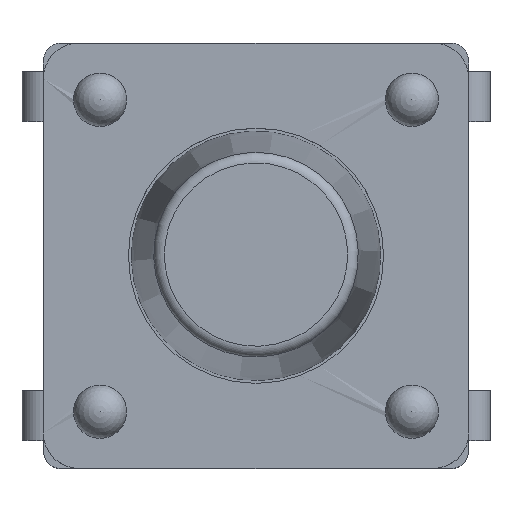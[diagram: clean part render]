
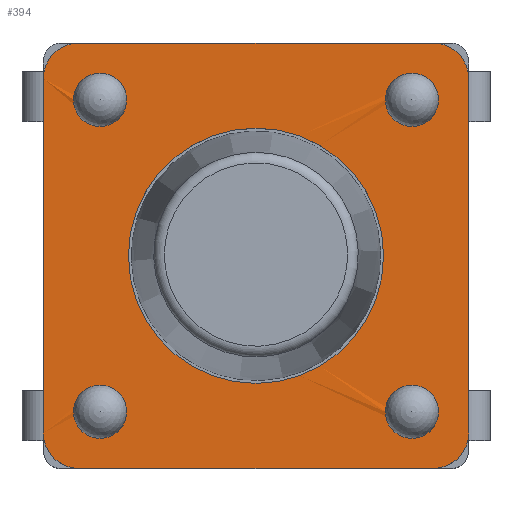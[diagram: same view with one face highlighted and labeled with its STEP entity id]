
A CAD part, top view. The second image highlights one B-rep face of the part: STEP entity #394.
In plain terms, the highlighted planar face has unit normal (0, 0, 1).
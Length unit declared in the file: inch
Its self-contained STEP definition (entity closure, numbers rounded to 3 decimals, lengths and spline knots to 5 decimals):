
#237=CARTESIAN_POINT('',(0.11811,-0.09843,0.12677));
#238=VERTEX_POINT('',#237);
#239=CARTESIAN_POINT('',(0.09843,-0.11811,0.12677));
#240=VERTEX_POINT('',#239);
#241=CARTESIAN_POINT('',(0.09843,-0.09843,0.12677));
#242=DIRECTION('',(0.0,0.0,-1.0));
#243=DIRECTION('',(0.707,-0.707,0.0));
#244=AXIS2_PLACEMENT_3D('',#241,#242,#243);
#245=CIRCLE('',#244,0.01969);
#246=EDGE_CURVE('',#238,#240,#245,.T.);
#274=CARTESIAN_POINT('',(-0.12992,0.12992,0.12677));
#275=DIRECTION('',(0.0,0.0,1.0));
#276=DIRECTION('',(1.0,0.0,0.0));
#277=AXIS2_PLACEMENT_3D('',#274,#275,#276);
#278=PLANE('',#277);
#279=ORIENTED_EDGE('',*,*,#246,.F.);
#280=CARTESIAN_POINT('',(0.11811,0.09843,0.12677));
#281=VERTEX_POINT('',#280);
#282=CARTESIAN_POINT('',(0.11811,0.09843,0.12677));
#283=DIRECTION('',(0.0,-1.0,0.0));
#284=VECTOR('',#283,0.19685);
#285=LINE('',#282,#284);
#286=EDGE_CURVE('',#281,#238,#285,.T.);
#287=ORIENTED_EDGE('',*,*,#286,.F.);
#288=CARTESIAN_POINT('',(0.09843,0.11811,0.12677));
#289=VERTEX_POINT('',#288);
#290=CARTESIAN_POINT('',(0.09843,0.09843,0.12677));
#291=DIRECTION('',(0.0,0.0,-1.0));
#292=DIRECTION('',(0.707,0.707,0.0));
#293=AXIS2_PLACEMENT_3D('',#290,#291,#292);
#294=CIRCLE('',#293,0.01969);
#295=EDGE_CURVE('',#289,#281,#294,.T.);
#296=ORIENTED_EDGE('',*,*,#295,.F.);
#297=CARTESIAN_POINT('',(-0.09843,0.11811,0.12677));
#298=VERTEX_POINT('',#297);
#299=CARTESIAN_POINT('',(-0.09843,0.11811,0.12677));
#300=DIRECTION('',(1.0,0.0,0.0));
#301=VECTOR('',#300,0.19685);
#302=LINE('',#299,#301);
#303=EDGE_CURVE('',#298,#289,#302,.T.);
#304=ORIENTED_EDGE('',*,*,#303,.F.);
#305=CARTESIAN_POINT('',(-0.11811,0.09843,0.12677));
#306=VERTEX_POINT('',#305);
#307=CARTESIAN_POINT('',(-0.09843,0.09843,0.12677));
#308=DIRECTION('',(0.0,0.0,-1.0));
#309=DIRECTION('',(-0.707,0.707,0.0));
#310=AXIS2_PLACEMENT_3D('',#307,#308,#309);
#311=CIRCLE('',#310,0.01969);
#312=EDGE_CURVE('',#306,#298,#311,.T.);
#313=ORIENTED_EDGE('',*,*,#312,.F.);
#314=CARTESIAN_POINT('',(-0.11811,-0.09843,0.12677));
#315=VERTEX_POINT('',#314);
#316=CARTESIAN_POINT('',(-0.11811,-0.09843,0.12677));
#317=DIRECTION('',(0.0,1.0,0.0));
#318=VECTOR('',#317,0.19685);
#319=LINE('',#316,#318);
#320=EDGE_CURVE('',#315,#306,#319,.T.);
#321=ORIENTED_EDGE('',*,*,#320,.F.);
#322=CARTESIAN_POINT('',(-0.09843,-0.11811,0.12677));
#323=VERTEX_POINT('',#322);
#324=CARTESIAN_POINT('',(-0.09843,-0.09843,0.12677));
#325=DIRECTION('',(0.0,0.0,-1.0));
#326=DIRECTION('',(-0.707,-0.707,0.0));
#327=AXIS2_PLACEMENT_3D('',#324,#325,#326);
#328=CIRCLE('',#327,0.01969);
#329=EDGE_CURVE('',#323,#315,#328,.T.);
#330=ORIENTED_EDGE('',*,*,#329,.F.);
#331=CARTESIAN_POINT('',(0.09843,-0.11811,0.12677));
#332=DIRECTION('',(-1.0,0.0,0.0));
#333=VECTOR('',#332,0.19685);
#334=LINE('',#331,#333);
#335=EDGE_CURVE('',#240,#323,#334,.T.);
#336=ORIENTED_EDGE('',*,*,#335,.F.);
#337=EDGE_LOOP('',(#279,#287,#296,#304,#313,#321,#330,#336));
#338=FACE_OUTER_BOUND('',#337,.T.);
#339=CARTESIAN_POINT('',(0.,-0.07087,0.12677));
#340=VERTEX_POINT('',#339);
#341=CARTESIAN_POINT('',(0.,0.,0.12677));
#342=DIRECTION('',(0.0,0.0,-1.0));
#343=DIRECTION('',(0.0,1.0,0.0));
#344=AXIS2_PLACEMENT_3D('',#341,#342,#343);
#345=CIRCLE('',#344,0.07087);
#346=EDGE_CURVE('',#340,#340,#345,.T.);
#347=ORIENTED_EDGE('',*,*,#346,.T.);
#348=EDGE_LOOP('',(#347));
#349=FACE_BOUND('',#348,.T.);
#350=CARTESIAN_POINT('',(-0.10138,0.08661,0.12726));
#351=VERTEX_POINT('',#350);
#352=CARTESIAN_POINT('',(-0.08661,0.08661,0.12677));
#353=DIRECTION('',(0.0,0.0,1.0));
#354=DIRECTION('',(-1.0,0.0,0.0));
#355=AXIS2_PLACEMENT_3D('',#352,#353,#354);
#356=CIRCLE('',#355,0.01476);
#357=EDGE_CURVE('',#351,#351,#356,.T.);
#358=ORIENTED_EDGE('',*,*,#357,.F.);
#359=EDGE_LOOP('',(#358));
#360=FACE_BOUND('',#359,.T.);
#361=CARTESIAN_POINT('',(-0.10138,-0.08661,0.12726));
#362=VERTEX_POINT('',#361);
#363=CARTESIAN_POINT('',(-0.08661,-0.08661,0.12677));
#364=DIRECTION('',(0.0,0.0,1.0));
#365=DIRECTION('',(-1.0,0.0,0.0));
#366=AXIS2_PLACEMENT_3D('',#363,#364,#365);
#367=CIRCLE('',#366,0.01476);
#368=EDGE_CURVE('',#362,#362,#367,.T.);
#369=ORIENTED_EDGE('',*,*,#368,.F.);
#370=EDGE_LOOP('',(#369));
#371=FACE_BOUND('',#370,.T.);
#372=CARTESIAN_POINT('',(0.07185,-0.08661,0.12726));
#373=VERTEX_POINT('',#372);
#374=CARTESIAN_POINT('',(0.08661,-0.08661,0.12677));
#375=DIRECTION('',(0.0,0.0,1.0));
#376=DIRECTION('',(-1.0,0.0,0.0));
#377=AXIS2_PLACEMENT_3D('',#374,#375,#376);
#378=CIRCLE('',#377,0.01476);
#379=EDGE_CURVE('',#373,#373,#378,.T.);
#380=ORIENTED_EDGE('',*,*,#379,.F.);
#381=EDGE_LOOP('',(#380));
#382=FACE_BOUND('',#381,.T.);
#383=CARTESIAN_POINT('',(0.07185,0.08661,0.12726));
#384=VERTEX_POINT('',#383);
#385=CARTESIAN_POINT('',(0.08661,0.08661,0.12677));
#386=DIRECTION('',(0.0,0.0,1.0));
#387=DIRECTION('',(-1.0,0.0,0.0));
#388=AXIS2_PLACEMENT_3D('',#385,#386,#387);
#389=CIRCLE('',#388,0.01476);
#390=EDGE_CURVE('',#384,#384,#389,.T.);
#391=ORIENTED_EDGE('',*,*,#390,.F.);
#392=EDGE_LOOP('',(#391));
#393=FACE_BOUND('',#392,.T.);
#394=ADVANCED_FACE('',(#338,#349,#360,#371,#382,#393),#278,.T.);
